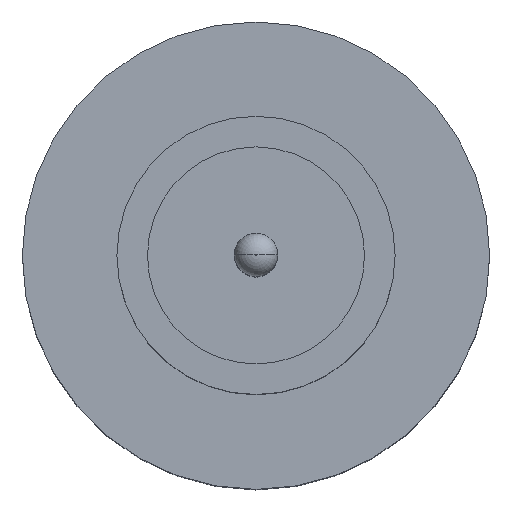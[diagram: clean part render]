
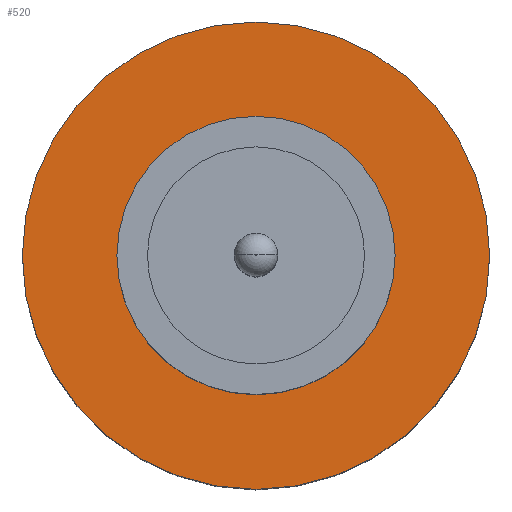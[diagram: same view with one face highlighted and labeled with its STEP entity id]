
A CAD part, top view. The second image highlights one B-rep face of the part: STEP entity #520.
In plain terms, the highlighted planar face has unit normal (0, 0, 1).
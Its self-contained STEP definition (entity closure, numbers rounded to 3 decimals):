
#74 = EDGE_LOOP ( 'NONE', ( #553, #799 ) ) ;
#77 = EDGE_CURVE ( 'NONE', #285, #81, #707, .T. ) ;
#81 = VERTEX_POINT ( 'NONE', #262 ) ;
#82 = VERTEX_POINT ( 'NONE', #702 ) ;
#95 = PLANE ( 'NONE',  #804 ) ;
#131 = DIRECTION ( 'NONE',  ( 0., 0., 1. ) ) ;
#148 = ORIENTED_EDGE ( 'NONE', *, *, #487, .F. ) ;
#158 = DIRECTION ( 'NONE',  ( 1., 0., 0. ) ) ;
#164 = CARTESIAN_POINT ( 'NONE',  ( 0., 0., 1.55 ) ) ;
#186 = CARTESIAN_POINT ( 'NONE',  ( 0., 0., 1.55 ) ) ;
#262 = CARTESIAN_POINT ( 'NONE',  ( 2.1, 0., 1.55 ) ) ;
#268 = EDGE_CURVE ( 'NONE', #81, #285, #886, .T. ) ;
#285 = VERTEX_POINT ( 'NONE', #701 ) ;
#288 = DIRECTION ( 'NONE',  ( 1., 0., 0. ) ) ;
#321 = AXIS2_PLACEMENT_3D ( 'NONE', #694, #131, #417 ) ;
#359 = ORIENTED_EDGE ( 'NONE', *, *, #393, .F. ) ;
#370 = DIRECTION ( 'NONE',  ( 1., 0., 0. ) ) ;
#375 = DIRECTION ( 'NONE',  ( 0., 0., 1. ) ) ;
#382 = DIRECTION ( 'NONE',  ( 0., 0., 1. ) ) ;
#393 = EDGE_CURVE ( 'NONE', #543, #82, #464, .T. ) ;
#417 = DIRECTION ( 'NONE',  ( 1., 0., 0. ) ) ;
#464 = CIRCLE ( 'NONE', #542, 1.25 ) ;
#487 = EDGE_CURVE ( 'NONE', #82, #543, #806, .T. ) ;
#503 = DIRECTION ( 'NONE',  ( 0., 0., 1. ) ) ;
#520 = ADVANCED_FACE ( 'NONE', ( #768, #584 ), #95, .T. ) ;
#542 = AXIS2_PLACEMENT_3D ( 'NONE', #571, #503, #288 ) ;
#543 = VERTEX_POINT ( 'NONE', #873 ) ;
#553 = ORIENTED_EDGE ( 'NONE', *, *, #77, .T. ) ;
#557 = EDGE_LOOP ( 'NONE', ( #359, #148 ) ) ;
#571 = CARTESIAN_POINT ( 'NONE',  ( 0., 0., 1.55 ) ) ;
#584 = FACE_OUTER_BOUND ( 'NONE', #74, .T. ) ;
#589 = CARTESIAN_POINT ( 'NONE',  ( 0., 0., 1.55 ) ) ;
#692 = DIRECTION ( 'NONE',  ( 0., 0., 1. ) ) ;
#694 = CARTESIAN_POINT ( 'NONE',  ( 0., 0., 1.55 ) ) ;
#701 = CARTESIAN_POINT ( 'NONE',  ( -2.1, 0., 1.55 ) ) ;
#702 = CARTESIAN_POINT ( 'NONE',  ( -1.25, 0., 1.55 ) ) ;
#707 = CIRCLE ( 'NONE', #739, 2.1 ) ;
#739 = AXIS2_PLACEMENT_3D ( 'NONE', #186, #692, #825 ) ;
#768 = FACE_BOUND ( 'NONE', #557, .T. ) ;
#799 = ORIENTED_EDGE ( 'NONE', *, *, #268, .T. ) ;
#804 = AXIS2_PLACEMENT_3D ( 'NONE', #589, #382, #370 ) ;
#806 = CIRCLE ( 'NONE', #837, 1.25 ) ;
#825 = DIRECTION ( 'NONE',  ( 1., 0., 0. ) ) ;
#837 = AXIS2_PLACEMENT_3D ( 'NONE', #164, #375, #158 ) ;
#873 = CARTESIAN_POINT ( 'NONE',  ( 1.25, 0., 1.55 ) ) ;
#886 = CIRCLE ( 'NONE', #321, 2.1 ) ;
